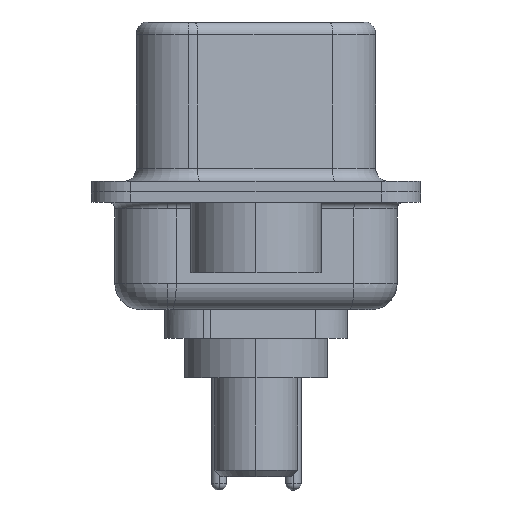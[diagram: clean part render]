
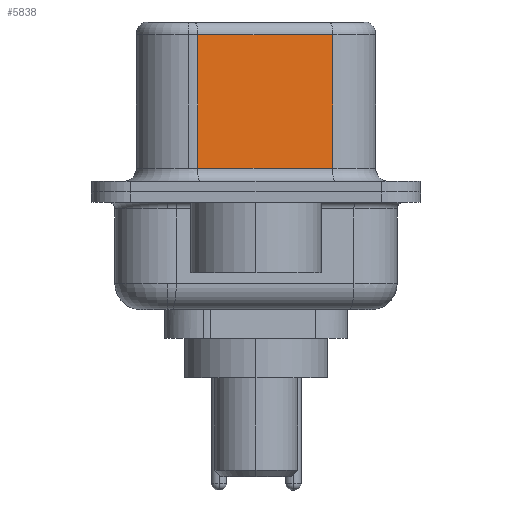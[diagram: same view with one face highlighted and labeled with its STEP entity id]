
A CAD part, left-side view. The second image highlights one B-rep face of the part: STEP entity #5838.
In plain terms, the highlighted planar face has unit normal (-0.985, -0.174, 0).
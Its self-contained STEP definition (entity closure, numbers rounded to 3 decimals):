
#1241 = EDGE_CURVE ( 'NONE', #2511, #4072, #4156, .T. ) ;
#2494 = ORIENTED_EDGE ( 'NONE', *, *, #1241, .T. ) ;
#2511 = VERTEX_POINT ( 'NONE', #4605 ) ;
#4072 = VERTEX_POINT ( 'NONE', #15873 ) ;
#4156 = LINE ( 'NONE', #7275, #8772 ) ;
#4398 = DIRECTION ( 'NONE',  ( -0.174, 0.985, 0. ) ) ;
#4539 = CARTESIAN_POINT ( 'NONE',  ( 4.585, -2.927, 0.9 ) ) ;
#4605 = CARTESIAN_POINT ( 'NONE',  ( 4.585, -2.927, 6.02 ) ) ;
#4694 = PLANE ( 'NONE',  #10264 ) ;
#4787 = ORIENTED_EDGE ( 'NONE', *, *, #15789, .T. ) ;
#4858 = DIRECTION ( 'NONE',  ( 0., 0., -1. ) ) ;
#5326 = DIRECTION ( 'NONE',  ( 0., 0., -1. ) ) ;
#5714 = EDGE_CURVE ( 'NONE', #7015, #12213, #9765, .T. ) ;
#5724 = FACE_OUTER_BOUND ( 'NONE', #16077, .T. ) ;
#5838 = ADVANCED_FACE ( 'NONE', ( #5724 ), #4694, .F. ) ;
#6166 = CARTESIAN_POINT ( 'NONE',  ( 4.585, -2.927, 0.9 ) ) ;
#7015 = VERTEX_POINT ( 'NONE', #20142 ) ;
#7275 = CARTESIAN_POINT ( 'NONE',  ( 4.585, -2.927, 6.02 ) ) ;
#8038 = CARTESIAN_POINT ( 'NONE',  ( 4.585, -2.927, 6.52 ) ) ;
#8123 = LINE ( 'NONE', #8038, #16959 ) ;
#8150 = VECTOR ( 'NONE', #18267, 1000. ) ;
#8772 = VECTOR ( 'NONE', #4398, 1000. ) ;
#9765 = LINE ( 'NONE', #6166, #8150 ) ;
#10264 = AXIS2_PLACEMENT_3D ( 'NONE', #16699, #21786, #13362 ) ;
#12032 = EDGE_CURVE ( 'NONE', #2511, #12213, #8123, .T. ) ;
#12213 = VERTEX_POINT ( 'NONE', #4539 ) ;
#13362 = DIRECTION ( 'NONE',  ( -0.174, 0.985, 0. ) ) ;
#15789 = EDGE_CURVE ( 'NONE', #4072, #7015, #18157, .T. ) ;
#15873 = CARTESIAN_POINT ( 'NONE',  ( 3.675, 2.233, 6.02 ) ) ;
#16077 = EDGE_LOOP ( 'NONE', ( #19998, #2494, #4787, #17511 ) ) ;
#16315 = VECTOR ( 'NONE', #5326, 1000. ) ;
#16699 = CARTESIAN_POINT ( 'NONE',  ( 4.585, -2.927, 6.52 ) ) ;
#16959 = VECTOR ( 'NONE', #4858, 1000. ) ;
#17259 = CARTESIAN_POINT ( 'NONE',  ( 3.675, 2.233, 6.52 ) ) ;
#17511 = ORIENTED_EDGE ( 'NONE', *, *, #5714, .T. ) ;
#18157 = LINE ( 'NONE', #17259, #16315 ) ;
#18267 = DIRECTION ( 'NONE',  ( 0.174, -0.985, 0. ) ) ;
#19998 = ORIENTED_EDGE ( 'NONE', *, *, #12032, .F. ) ;
#20142 = CARTESIAN_POINT ( 'NONE',  ( 3.675, 2.233, 0.9 ) ) ;
#21786 = DIRECTION ( 'NONE',  ( 0.985, 0.174, 0. ) ) ;
